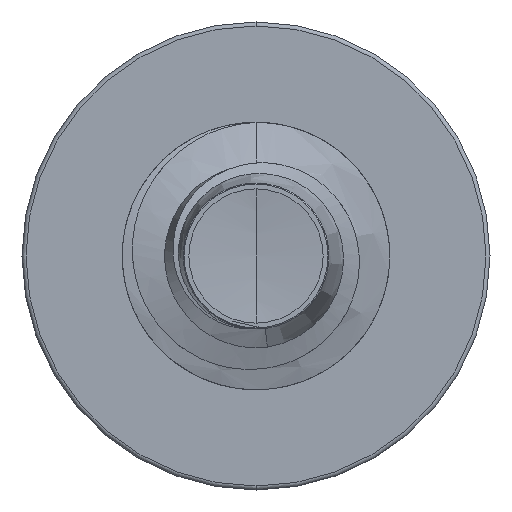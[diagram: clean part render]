
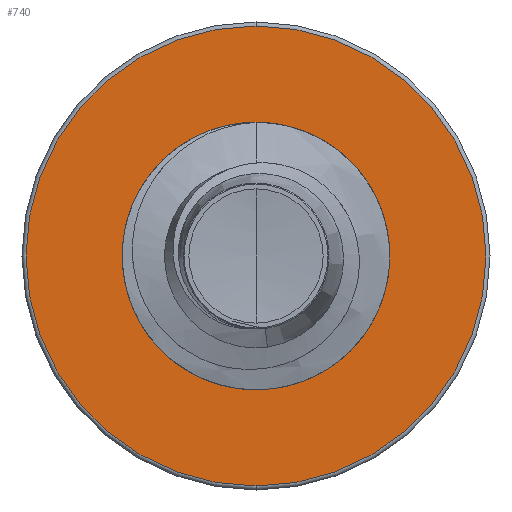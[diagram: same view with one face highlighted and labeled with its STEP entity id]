
A CAD part, front view. The second image highlights one B-rep face of the part: STEP entity #740.
In plain terms, the highlighted planar face has unit normal (0, -1, 0).
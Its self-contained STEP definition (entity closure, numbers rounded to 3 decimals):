
#42 = EDGE_CURVE ( 'NONE', #9154, #10391, #18145, .T. ) ;
#344 = EDGE_CURVE ( 'NONE', #15968, #16926, #18621, .T. ) ;
#740 = ADVANCED_FACE ( 'NONE', ( #16570, #15284 ), #5315, .F. ) ;
#1313 = CARTESIAN_POINT ( 'NONE',  ( 0., 15., -1.989 ) ) ;
#1921 = ORIENTED_EDGE ( 'NONE', *, *, #11638, .T. ) ;
#2323 = CARTESIAN_POINT ( 'NONE',  ( 0., 15., -3.44 ) ) ;
#2482 = DIRECTION ( 'NONE',  ( 0., 1., 0. ) ) ;
#5071 = DIRECTION ( 'NONE',  ( 0., 0., 1. ) ) ;
#5081 = DIRECTION ( 'NONE',  ( 0., 1., 0. ) ) ;
#5175 = CARTESIAN_POINT ( 'NONE',  ( 0., 15., -1.989 ) ) ;
#5315 = PLANE ( 'NONE',  #8273 ) ;
#5601 = AXIS2_PLACEMENT_3D ( 'NONE', #14572, #14554, #14513 ) ;
#7179 = ORIENTED_EDGE ( 'NONE', *, *, #18385, .F. ) ;
#8224 = EDGE_LOOP ( 'NONE', ( #7179, #11667 ) ) ;
#8273 = AXIS2_PLACEMENT_3D ( 'NONE', #5175, #5081, #5071 ) ;
#8735 = DIRECTION ( 'NONE',  ( 0., 0., 1. ) ) ;
#8755 = DIRECTION ( 'NONE',  ( 0., 1., 0. ) ) ;
#8782 = CARTESIAN_POINT ( 'NONE',  ( 0., 15., 0. ) ) ;
#9035 = DIRECTION ( 'NONE',  ( 0., 1., 0. ) ) ;
#9043 = DIRECTION ( 'NONE',  ( 0., 0., 1. ) ) ;
#9119 = CARTESIAN_POINT ( 'NONE',  ( 0., 15., 0. ) ) ;
#9154 = VERTEX_POINT ( 'NONE', #2323 ) ;
#10391 = VERTEX_POINT ( 'NONE', #14574 ) ;
#11638 = EDGE_CURVE ( 'NONE', #16926, #15968, #13563, .T. ) ;
#11667 = ORIENTED_EDGE ( 'NONE', *, *, #42, .F. ) ;
#11722 = AXIS2_PLACEMENT_3D ( 'NONE', #13403, #2482, #14618 ) ;
#11750 = CARTESIAN_POINT ( 'NONE',  ( 0., 15., 1.989 ) ) ;
#12278 = AXIS2_PLACEMENT_3D ( 'NONE', #9119, #9035, #9043 ) ;
#13403 = CARTESIAN_POINT ( 'NONE',  ( 0., 15., 0. ) ) ;
#13563 = CIRCLE ( 'NONE', #5601, 1.989 ) ;
#14513 = DIRECTION ( 'NONE',  ( 0., 0., 1. ) ) ;
#14554 = DIRECTION ( 'NONE',  ( 0., 1., 0. ) ) ;
#14572 = CARTESIAN_POINT ( 'NONE',  ( 0., 15., 0. ) ) ;
#14574 = CARTESIAN_POINT ( 'NONE',  ( 0., 15., 3.44 ) ) ;
#14618 = DIRECTION ( 'NONE',  ( 0., 0., 1. ) ) ;
#14970 = CIRCLE ( 'NONE', #11722, 3.44 ) ;
#15051 = ORIENTED_EDGE ( 'NONE', *, *, #344, .T. ) ;
#15284 = FACE_BOUND ( 'NONE', #18491, .T. ) ;
#15968 = VERTEX_POINT ( 'NONE', #11750 ) ;
#16570 = FACE_OUTER_BOUND ( 'NONE', #8224, .T. ) ;
#16926 = VERTEX_POINT ( 'NONE', #1313 ) ;
#18145 = CIRCLE ( 'NONE', #12278, 3.44 ) ;
#18182 = AXIS2_PLACEMENT_3D ( 'NONE', #8782, #8755, #8735 ) ;
#18385 = EDGE_CURVE ( 'NONE', #10391, #9154, #14970, .T. ) ;
#18491 = EDGE_LOOP ( 'NONE', ( #15051, #1921 ) ) ;
#18621 = CIRCLE ( 'NONE', #18182, 1.989 ) ;
